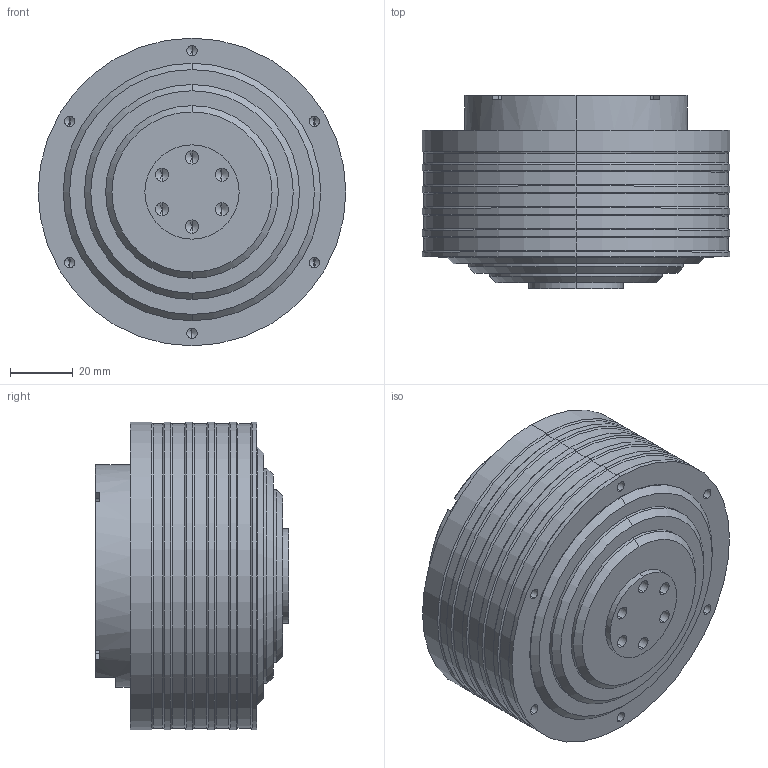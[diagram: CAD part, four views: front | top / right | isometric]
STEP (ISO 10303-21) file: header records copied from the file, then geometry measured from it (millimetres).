
FILE_DESCRIPTION (( 'STEP AP214' ), '1' );
FILE_NAME ('DM 8116 ÍâÐÎ³ß´ç 23030517.STEP', '2023-05-17T03:28:40', ( '' ), ( '' ), 'SwSTEP 2.0', 'SolidWorks 2021', '' );
FILE_SCHEMA (( 'AUTOMOTIVE_DESIGN' ));
Length unit declared in the file: millimetre
Products named in the file (3): DM 8116 驱动板盖; DM 8116 俋倛喜渡 23030517; DM 8116 俋倛喜渡芞
Assembly tree (2 placements, depth 2):
  DM 8116 俋倛喜渡 23030517
    DM 8116 俋倛喜渡芞
    DM 8116 驱动板盖
Bounding box: 98 x 61.7 x 98 mm (x, y, z)
Volume: 339177.8 mm3; surface area: 45558.3 mm2
Topology: 2 solids, 2 shells, 890 faces, 2043 edges, 1210 vertices
Faces by surface type: plane 396, cylinder 255, cone 219, torus 20
Entity records: 25308 total; most frequent: CARTESIAN_POINT 4934, DIRECTION 4252, ORIENTED_EDGE 4014, EDGE_CURVE 2007, AXIS2_PLACEMENT_3D 1624, VERTEX_POINT 1210, VECTOR 1004, LINE 1004
